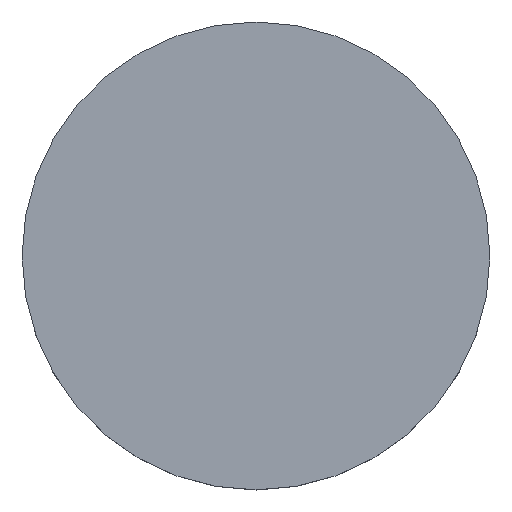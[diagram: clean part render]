
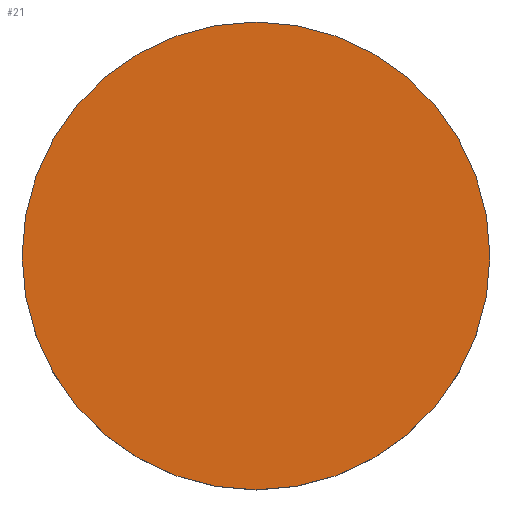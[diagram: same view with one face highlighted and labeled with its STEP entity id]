
A CAD part, top view. The second image highlights one B-rep face of the part: STEP entity #21.
In plain terms, the highlighted planar face has unit normal (0, 0, 1).
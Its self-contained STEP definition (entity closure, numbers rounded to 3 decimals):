
#20 = AXIS2_PLACEMENT_3D ( 'NONE', #170, #113, #187 ) ;
#21 = ADVANCED_FACE ( 'NONE', ( #216 ), #137, .T. ) ;
#22 = CARTESIAN_POINT ( 'NONE',  ( 0., 13.158, 2.6 ) ) ;
#46 = EDGE_CURVE ( 'NONE', #184, #132, #68, .T. ) ;
#66 = AXIS2_PLACEMENT_3D ( 'NONE', #22, #95, #188 ) ;
#68 = CIRCLE ( 'NONE', #20, 6.35 ) ;
#84 = EDGE_CURVE ( 'NONE', #132, #184, #85, .T. ) ;
#85 = CIRCLE ( 'NONE', #108, 6.35 ) ;
#95 = DIRECTION ( 'NONE',  ( 0., 0., 1. ) ) ;
#108 = AXIS2_PLACEMENT_3D ( 'NONE', #134, #171, #115 ) ;
#113 = DIRECTION ( 'NONE',  ( 0., 0., -1. ) ) ;
#115 = DIRECTION ( 'NONE',  ( 1., 0., 0. ) ) ;
#123 = CARTESIAN_POINT ( 'NONE',  ( 6.35, 0., 2.6 ) ) ;
#130 = ORIENTED_EDGE ( 'NONE', *, *, #84, .F. ) ;
#132 = VERTEX_POINT ( 'NONE', #123 ) ;
#134 = CARTESIAN_POINT ( 'NONE',  ( 0., 0., 2.6 ) ) ;
#137 = PLANE ( 'NONE',  #66 ) ;
#159 = CARTESIAN_POINT ( 'NONE',  ( -6.35, 0., 2.6 ) ) ;
#170 = CARTESIAN_POINT ( 'NONE',  ( 0., 0., 2.6 ) ) ;
#171 = DIRECTION ( 'NONE',  ( 0., 0., -1. ) ) ;
#182 = ORIENTED_EDGE ( 'NONE', *, *, #46, .F. ) ;
#184 = VERTEX_POINT ( 'NONE', #159 ) ;
#187 = DIRECTION ( 'NONE',  ( 1., 0., 0. ) ) ;
#188 = DIRECTION ( 'NONE',  ( 1., 0., 0. ) ) ;
#214 = EDGE_LOOP ( 'NONE', ( #130, #182 ) ) ;
#216 = FACE_OUTER_BOUND ( 'NONE', #214, .T. ) ;
